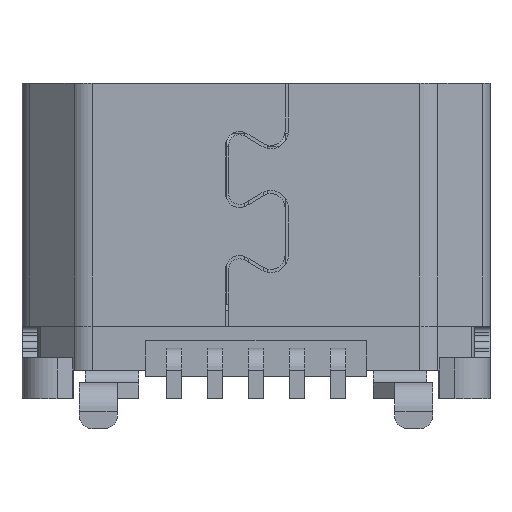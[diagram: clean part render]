
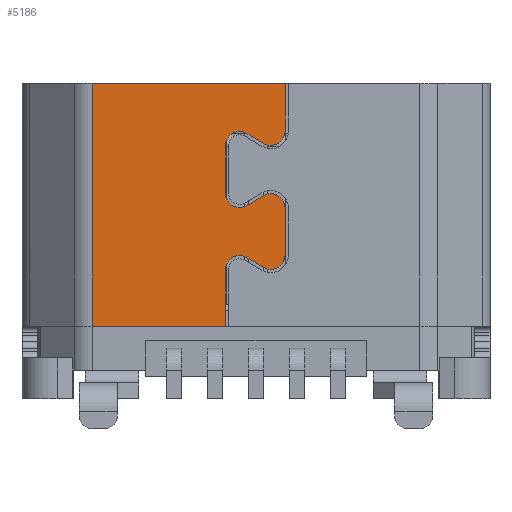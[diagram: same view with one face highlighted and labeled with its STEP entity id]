
A CAD part, front view. The second image highlights one B-rep face of the part: STEP entity #5186.
In plain terms, the highlighted planar face has unit normal (0, -1, 0).
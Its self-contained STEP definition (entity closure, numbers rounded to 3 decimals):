
#155 = LINE ( 'NONE', #12529, #1529 ) ;
#223 = ORIENTED_EDGE ( 'NONE', *, *, #12314, .F. ) ;
#234 = EDGE_CURVE ( 'NONE', #3746, #4039, #12321, .T. ) ;
#275 = VECTOR ( 'NONE', #5140, 1000. ) ;
#290 = LINE ( 'NONE', #7405, #1200 ) ;
#324 = VECTOR ( 'NONE', #4475, 1000. ) ;
#407 = CIRCLE ( 'NONE', #2800, 0.226 ) ;
#672 = VECTOR ( 'NONE', #7773, 1000. ) ;
#780 = CARTESIAN_POINT ( 'NONE',  ( -0.143, -1.175, -0.798 ) ) ;
#813 = EDGE_CURVE ( 'NONE', #5451, #7575, #155, .T. ) ;
#1012 = CARTESIAN_POINT ( 'NONE',  ( -0.485, -1.175, -0.992 ) ) ;
#1035 = EDGE_CURVE ( 'NONE', #1750, #5451, #12143, .T. ) ;
#1058 = DIRECTION ( 'NONE',  ( 0., 1., 0. ) ) ;
#1060 = LINE ( 'NONE', #7387, #11983 ) ;
#1156 = ORIENTED_EDGE ( 'NONE', *, *, #9151, .F. ) ;
#1200 = VECTOR ( 'NONE', #5252, 1000. ) ;
#1529 = VECTOR ( 'NONE', #6855, 1000. ) ;
#1695 = EDGE_CURVE ( 'NONE', #11558, #1750, #11815, .T. ) ;
#1732 = ORIENTED_EDGE ( 'NONE', *, *, #10055, .F. ) ;
#1750 = VERTEX_POINT ( 'NONE', #10932 ) ;
#1798 = CARTESIAN_POINT ( 'NONE',  ( 0.461, -1.175, -1.975 ) ) ;
#1904 = EDGE_CURVE ( 'NONE', #7726, #11770, #290, .T. ) ;
#2142 = EDGE_LOOP ( 'NONE', ( #11686, #1732, #12091, #2926, #10379, #2849, #4731, #1156, #9210, #10715, #5131, #8513, #223, #9335, #11295, #6102 ) ) ;
#2274 = VECTOR ( 'NONE', #8106, 1000. ) ;
#2358 = AXIS2_PLACEMENT_3D ( 'NONE', #4693, #11532, #3640 ) ;
#2513 = CARTESIAN_POINT ( 'NONE',  ( 0.461, -1.175, -2.725 ) ) ;
#2759 = CARTESIAN_POINT ( 'NONE',  ( -0.259, -1.175, -2.958 ) ) ;
#2797 = DIRECTION ( 'NONE',  ( 0., -1., 0. ) ) ;
#2800 = AXIS2_PLACEMENT_3D ( 'NONE', #10576, #2797, #7693 ) ;
#2849 = ORIENTED_EDGE ( 'NONE', *, *, #234, .F. ) ;
#2926 = ORIENTED_EDGE ( 'NONE', *, *, #7462, .F. ) ;
#2954 = AXIS2_PLACEMENT_3D ( 'NONE', #2759, #8544, #12527 ) ;
#3064 = VECTOR ( 'NONE', #11711, 1000. ) ;
#3195 = CARTESIAN_POINT ( 'NONE',  ( 1.725, -1.175, -3.85 ) ) ;
#3640 = DIRECTION ( 'NONE',  ( 1., 0., 0. ) ) ;
#3746 = VERTEX_POINT ( 'NONE', #1798 ) ;
#3796 = CARTESIAN_POINT ( 'NONE',  ( 0.461, -1.175, 0. ) ) ;
#3855 = CARTESIAN_POINT ( 'NONE',  ( -0.143, -1.175, -2.763 ) ) ;
#3914 = CARTESIAN_POINT ( 'NONE',  ( 0.235, -1.175, -0.76 ) ) ;
#4004 = AXIS2_PLACEMENT_3D ( 'NONE', #7044, #10105, #5334 ) ;
#4039 = VERTEX_POINT ( 'NONE', #11027 ) ;
#4130 = LINE ( 'NONE', #4940, #3064 ) ;
#4184 = CIRCLE ( 'NONE', #2954, 0.226 ) ;
#4453 = LINE ( 'NONE', #10954, #9160 ) ;
#4475 = DIRECTION ( 'NONE',  ( 0., 0., -1. ) ) ;
#4481 = DIRECTION ( 'NONE',  ( 1., 0., 0. ) ) ;
#4520 = DIRECTION ( 'NONE',  ( 0., 1., 0. ) ) ;
#4616 = AXIS2_PLACEMENT_3D ( 'NONE', #8533, #6599, #4653 ) ;
#4653 = DIRECTION ( 'NONE',  ( 1., 0., 0. ) ) ;
#4663 = EDGE_CURVE ( 'NONE', #11770, #9257, #10749, .T. ) ;
#4665 = VERTEX_POINT ( 'NONE', #780 ) ;
#4693 = CARTESIAN_POINT ( 'NONE',  ( 0.235, -1.175, -2.725 ) ) ;
#4731 = ORIENTED_EDGE ( 'NONE', *, *, #11889, .F. ) ;
#4940 = CARTESIAN_POINT ( 'NONE',  ( 0.461, -1.175, -0.76 ) ) ;
#5131 = ORIENTED_EDGE ( 'NONE', *, *, #5758, .F. ) ;
#5140 = DIRECTION ( 'NONE',  ( -1., 0., 0. ) ) ;
#5174 = DIRECTION ( 'NONE',  ( 0.859, 0., 0.511 ) ) ;
#5186 = ADVANCED_FACE ( 'NONE', ( #11798 ), #7383, .F. ) ;
#5252 = DIRECTION ( 'NONE',  ( 0., 0., -1. ) ) ;
#5334 = DIRECTION ( 'NONE',  ( -1., 0., 0. ) ) ;
#5360 = CARTESIAN_POINT ( 'NONE',  ( -2.6, -1.175, 0. ) ) ;
#5451 = VERTEX_POINT ( 'NONE', #5360 ) ;
#5758 = EDGE_CURVE ( 'NONE', #4665, #7726, #407, .T. ) ;
#5836 = LINE ( 'NONE', #3855, #672 ) ;
#6079 = CARTESIAN_POINT ( 'NONE',  ( 0.461, -1.175, -0.76 ) ) ;
#6102 = ORIENTED_EDGE ( 'NONE', *, *, #1035, .F. ) ;
#6599 = DIRECTION ( 'NONE',  ( 0., -1., 0. ) ) ;
#6660 = VERTEX_POINT ( 'NONE', #11478 ) ;
#6855 = DIRECTION ( 'NONE',  ( 1., 0., 0. ) ) ;
#7044 = CARTESIAN_POINT ( 'NONE',  ( 0.235, -1.175, -1.975 ) ) ;
#7059 = VERTEX_POINT ( 'NONE', #12029 ) ;
#7228 = EDGE_CURVE ( 'NONE', #9810, #7059, #4184, .T. ) ;
#7238 = DIRECTION ( 'NONE',  ( 0., 0., -1. ) ) ;
#7383 = PLANE ( 'NONE',  #11389 ) ;
#7387 = CARTESIAN_POINT ( 'NONE',  ( -0.143, -1.175, -0.798 ) ) ;
#7405 = CARTESIAN_POINT ( 'NONE',  ( -0.485, -1.175, -0.992 ) ) ;
#7462 = EDGE_CURVE ( 'NONE', #11796, #9810, #5836, .T. ) ;
#7575 = VERTEX_POINT ( 'NONE', #3796 ) ;
#7597 = CARTESIAN_POINT ( 'NONE',  ( 0.119, -1.175, -1.781 ) ) ;
#7693 = DIRECTION ( 'NONE',  ( -1., 0., 0. ) ) ;
#7726 = VERTEX_POINT ( 'NONE', #1012 ) ;
#7773 = DIRECTION ( 'NONE',  ( -0.859, 0., 0.511 ) ) ;
#7837 = CARTESIAN_POINT ( 'NONE',  ( -0.485, -1.175, -1.742 ) ) ;
#8021 = CIRCLE ( 'NONE', #4004, 0.226 ) ;
#8073 = CARTESIAN_POINT ( 'NONE',  ( -0.485, -1.175, -3.85 ) ) ;
#8106 = DIRECTION ( 'NONE',  ( 0., 0., 1. ) ) ;
#8326 = CARTESIAN_POINT ( 'NONE',  ( -0.143, -1.175, -1.937 ) ) ;
#8444 = VERTEX_POINT ( 'NONE', #6079 ) ;
#8513 = ORIENTED_EDGE ( 'NONE', *, *, #9819, .F. ) ;
#8533 = CARTESIAN_POINT ( 'NONE',  ( -0.259, -1.175, -1.742 ) ) ;
#8544 = DIRECTION ( 'NONE',  ( 0., -1., 0. ) ) ;
#8614 = CIRCLE ( 'NONE', #11536, 0.226 ) ;
#8807 = CARTESIAN_POINT ( 'NONE',  ( 0.119, -1.175, -2.919 ) ) ;
#8977 = VECTOR ( 'NONE', #7238, 1000. ) ;
#9151 = EDGE_CURVE ( 'NONE', #9257, #11628, #4453, .T. ) ;
#9160 = VECTOR ( 'NONE', #5174, 1000. ) ;
#9210 = ORIENTED_EDGE ( 'NONE', *, *, #4663, .F. ) ;
#9257 = VERTEX_POINT ( 'NONE', #8326 ) ;
#9335 = ORIENTED_EDGE ( 'NONE', *, *, #9493, .F. ) ;
#9493 = EDGE_CURVE ( 'NONE', #7575, #8444, #4130, .T. ) ;
#9810 = VERTEX_POINT ( 'NONE', #10274 ) ;
#9819 = EDGE_CURVE ( 'NONE', #6660, #4665, #1060, .T. ) ;
#10055 = EDGE_CURVE ( 'NONE', #7059, #11558, #11224, .T. ) ;
#10105 = DIRECTION ( 'NONE',  ( 0., 1., 0. ) ) ;
#10274 = CARTESIAN_POINT ( 'NONE',  ( -0.143, -1.175, -2.763 ) ) ;
#10379 = ORIENTED_EDGE ( 'NONE', *, *, #10948, .F. ) ;
#10396 = DIRECTION ( 'NONE',  ( -0.859, 0., 0.511 ) ) ;
#10576 = CARTESIAN_POINT ( 'NONE',  ( -0.259, -1.175, -0.992 ) ) ;
#10715 = ORIENTED_EDGE ( 'NONE', *, *, #1904, .F. ) ;
#10749 = CIRCLE ( 'NONE', #4616, 0.226 ) ;
#10932 = CARTESIAN_POINT ( 'NONE',  ( -2.6, -1.175, -3.85 ) ) ;
#10948 = EDGE_CURVE ( 'NONE', #4039, #11796, #11808, .T. ) ;
#10954 = CARTESIAN_POINT ( 'NONE',  ( -0.143, -1.175, -1.937 ) ) ;
#11027 = CARTESIAN_POINT ( 'NONE',  ( 0.461, -1.175, -2.725 ) ) ;
#11224 = LINE ( 'NONE', #8073, #8977 ) ;
#11248 = CARTESIAN_POINT ( 'NONE',  ( -0.485, -1.175, -3.85 ) ) ;
#11295 = ORIENTED_EDGE ( 'NONE', *, *, #813, .F. ) ;
#11389 = AXIS2_PLACEMENT_3D ( 'NONE', #12303, #4520, #4481 ) ;
#11478 = CARTESIAN_POINT ( 'NONE',  ( 0.119, -1.175, -0.954 ) ) ;
#11532 = DIRECTION ( 'NONE',  ( 0., 1., 0. ) ) ;
#11536 = AXIS2_PLACEMENT_3D ( 'NONE', #3914, #1058, #11650 ) ;
#11558 = VERTEX_POINT ( 'NONE', #11248 ) ;
#11628 = VERTEX_POINT ( 'NONE', #7597 ) ;
#11650 = DIRECTION ( 'NONE',  ( 1., 0., 0. ) ) ;
#11686 = ORIENTED_EDGE ( 'NONE', *, *, #1695, .F. ) ;
#11711 = DIRECTION ( 'NONE',  ( 0., 0., -1. ) ) ;
#11770 = VERTEX_POINT ( 'NONE', #7837 ) ;
#11796 = VERTEX_POINT ( 'NONE', #8807 ) ;
#11798 = FACE_OUTER_BOUND ( 'NONE', #2142, .T. ) ;
#11808 = CIRCLE ( 'NONE', #2358, 0.226 ) ;
#11815 = LINE ( 'NONE', #3195, #275 ) ;
#11889 = EDGE_CURVE ( 'NONE', #11628, #3746, #8021, .T. ) ;
#11983 = VECTOR ( 'NONE', #10396, 1000. ) ;
#12029 = CARTESIAN_POINT ( 'NONE',  ( -0.485, -1.175, -2.958 ) ) ;
#12091 = ORIENTED_EDGE ( 'NONE', *, *, #7228, .F. ) ;
#12109 = CARTESIAN_POINT ( 'NONE',  ( -2.6, -1.175, -4.35 ) ) ;
#12143 = LINE ( 'NONE', #12109, #2274 ) ;
#12303 = CARTESIAN_POINT ( 'NONE',  ( -2.6, -1.175, -4.35 ) ) ;
#12314 = EDGE_CURVE ( 'NONE', #8444, #6660, #8614, .T. ) ;
#12321 = LINE ( 'NONE', #2513, #324 ) ;
#12527 = DIRECTION ( 'NONE',  ( -1., 0., 0. ) ) ;
#12529 = CARTESIAN_POINT ( 'NONE',  ( -2.6, -1.175, 0. ) ) ;
